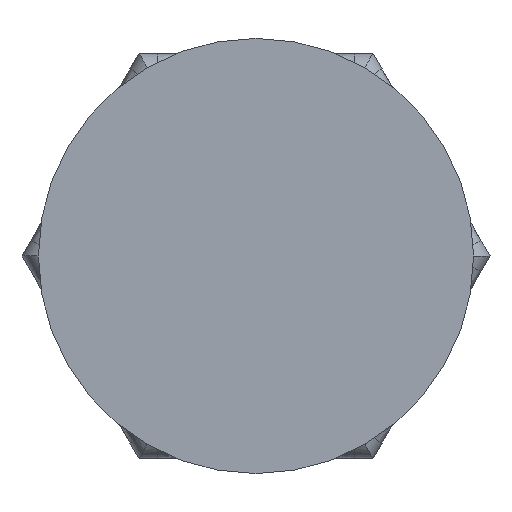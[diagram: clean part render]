
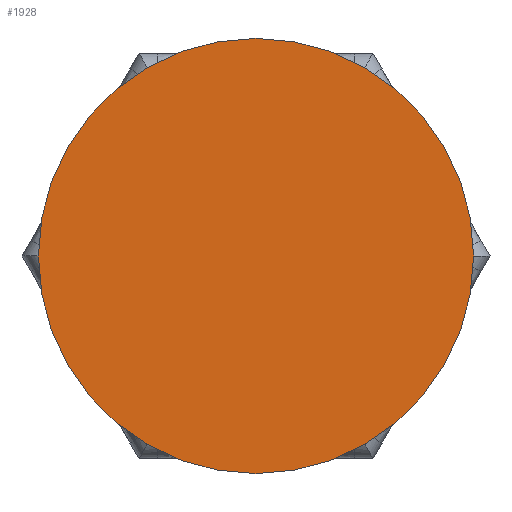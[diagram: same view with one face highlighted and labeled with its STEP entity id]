
A CAD part, front view. The second image highlights one B-rep face of the part: STEP entity #1928.
In plain terms, the highlighted planar face has unit normal (0, -1, 0).
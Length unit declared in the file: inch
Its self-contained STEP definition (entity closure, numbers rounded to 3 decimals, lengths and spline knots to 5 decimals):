
#1076 = EDGE_CURVE ( 'NONE', #1086, #1087, #7611, .T. ) ;
#1086 = VERTEX_POINT ( 'NONE', #7596 ) ;
#1087 = VERTEX_POINT ( 'NONE', #7577 ) ;
#1858 = EDGE_CURVE ( 'NONE', #1087, #1086, #8312, .T. ) ;
#1887 = ORIENTED_EDGE ( 'NONE', *, *, #1076, .T. ) ;
#1888 = ORIENTED_EDGE ( 'NONE', *, *, #1858, .T. ) ;
#1928 = ADVANCED_FACE ( 'NONE', ( #8565 ), #8574, .T. ) ;
#1929 = EDGE_LOOP ( 'NONE', ( #1888, #1887 ) ) ;
#7577 = CARTESIAN_POINT ( 'NONE',  ( 0., -0.6225, 0.1675 ) ) ;
#7596 = CARTESIAN_POINT ( 'NONE',  ( 0., -0.6225, -0.1675 ) ) ;
#7600 = DIRECTION ( 'NONE',  ( 0., -1., 0. ) ) ;
#7601 = CARTESIAN_POINT ( 'NONE',  ( 0., -0.6225, 0. ) ) ;
#7608 = AXIS2_PLACEMENT_3D ( 'NONE', #7601, #7600, #7618 ) ;
#7611 = CIRCLE ( 'NONE', #7608, 0.1675 ) ;
#7618 = DIRECTION ( 'NONE',  ( 0., 0., -1. ) ) ;
#8309 = DIRECTION ( 'NONE',  ( 0., 0., -1. ) ) ;
#8310 = DIRECTION ( 'NONE',  ( 0., -1., 0. ) ) ;
#8311 = AXIS2_PLACEMENT_3D ( 'NONE', #8325, #8310, #8309 ) ;
#8312 = CIRCLE ( 'NONE', #8311, 0.1675 ) ;
#8325 = CARTESIAN_POINT ( 'NONE',  ( 0., -0.6225, 0. ) ) ;
#8565 = FACE_OUTER_BOUND ( 'NONE', #1929, .T. ) ;
#8574 = PLANE ( 'NONE',  #8585 ) ;
#8582 = DIRECTION ( 'NONE',  ( 0., 0., -1. ) ) ;
#8583 = DIRECTION ( 'NONE',  ( 0., -1., 0. ) ) ;
#8584 = CARTESIAN_POINT ( 'NONE',  ( 0., -0.6225, 0. ) ) ;
#8585 = AXIS2_PLACEMENT_3D ( 'NONE', #8584, #8583, #8582 ) ;
